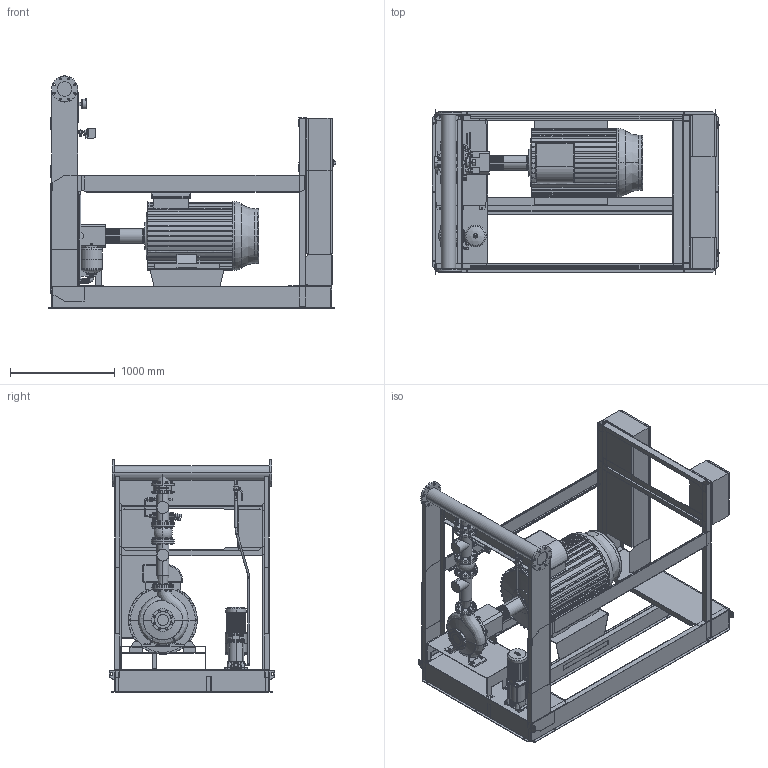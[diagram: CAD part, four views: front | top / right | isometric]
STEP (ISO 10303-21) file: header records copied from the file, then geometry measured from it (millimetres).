
FILE_DESCRIPTION((''),'2;1');
FILE_NAME('3d_Sifire-EN-80_315-311-132_1.5EJ-4183766.stp','2015-05-25T14:49:18',(''),(''),'Mechanical Desktop 2009','Mechanical Desktop 2009',', , ');
FILE_SCHEMA(('CONFIG_CONTROL_DESIGN'));
Length unit declared in the file: millimetre
Products named in the file (1): Product
Bounding box: 2744.5 x 1582 x 2219 mm (x, y, z)
Volume: 679712187.6 mm3; surface area: 37736778.6 mm2
Topology: 187 solids, 187 shells, 4395 faces, 10669 edges, 6739 vertices
Faces by surface type: plane 1631, bspline 1263, cylinder 905, cone 464, torus 102, sphere 30
Entity records: 140256 total; most frequent: CARTESIAN_POINT 43172, ORIENTED_EDGE 21286, DIRECTION 18544, EDGE_CURVE 10643, VERTEX_POINT 6739, AXIS2_PLACEMENT_3D 6471, VECTOR 5602, LINE 5602
